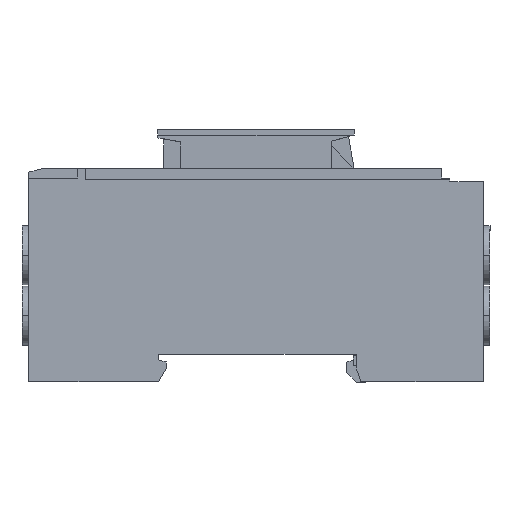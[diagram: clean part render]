
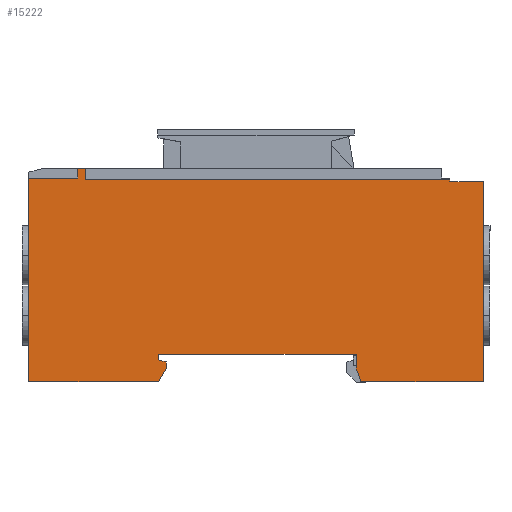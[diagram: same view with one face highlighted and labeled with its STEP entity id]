
A CAD part, left-side view. The second image highlights one B-rep face of the part: STEP entity #15222.
In plain terms, the highlighted face is planar.
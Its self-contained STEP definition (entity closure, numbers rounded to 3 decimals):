
#8789 = CARTESIAN_POINT ( 'NONE',  ( 10.2, 38.4, 44.8 ) ) ;
#8790 = DIRECTION ( 'NONE',  ( -1., 0., 0. ) ) ;
#8791 = VECTOR ( 'NONE', #8790, 1000. ) ;
#8792 = CARTESIAN_POINT ( 'NONE',  ( 2.5, 38.4, 44.8 ) ) ;
#8793 = LINE ( 'NONE', #8792, #8791 ) ;
#8794 = CARTESIAN_POINT ( 'NONE',  ( 8.8, 38.4, 44.8 ) ) ;
#9528 = DIRECTION ( 'NONE',  ( 0., 1., 0. ) ) ;
#9578 = CARTESIAN_POINT ( 'NONE',  ( 0., 0.1, 44.8 ) ) ;
#9668 = CARTESIAN_POINT ( 'NONE',  ( 0., 36.7, 44.8 ) ) ;
#9669 = DIRECTION ( 'NONE',  ( 0., -1., 0. ) ) ;
#9670 = VECTOR ( 'NONE', #9669, 1000. ) ;
#9671 = CARTESIAN_POINT ( 'NONE',  ( 0., 37.73, 44.8 ) ) ;
#9672 = LINE ( 'NONE', #9671, #9670 ) ;
#9687 = CARTESIAN_POINT ( 'NONE',  ( 23.3, 4.05, 44.8 ) ) ;
#9688 = DIRECTION ( 'NONE',  ( -0.966, 0.259, 0. ) ) ;
#9689 = VECTOR ( 'NONE', #9688, 1000. ) ;
#9690 = CARTESIAN_POINT ( 'NONE',  ( 24.7, 3.675, 44.8 ) ) ;
#9691 = LINE ( 'NONE', #9690, #9689 ) ;
#9692 = CARTESIAN_POINT ( 'NONE',  ( 24.7, 3.675, 44.8 ) ) ;
#9693 = DIRECTION ( 'NONE',  ( 0., 1., 0. ) ) ;
#9694 = VECTOR ( 'NONE', #9693, 1000. ) ;
#9695 = CARTESIAN_POINT ( 'NONE',  ( 24.7, 2.45, 44.8 ) ) ;
#9696 = LINE ( 'NONE', #9695, #9694 ) ;
#9697 = CARTESIAN_POINT ( 'NONE',  ( 24.7, 2.45, 44.8 ) ) ;
#9698 = DIRECTION ( 'NONE',  ( 0.512, 0.859, 0. ) ) ;
#9699 = VECTOR ( 'NONE', #9698, 1000. ) ;
#9700 = CARTESIAN_POINT ( 'NONE',  ( 24.7, 2.45, 44.8 ) ) ;
#9701 = LINE ( 'NONE', #9700, #9699 ) ;
#9702 = CARTESIAN_POINT ( 'NONE',  ( 75.6, 36.05, 44.8 ) ) ;
#9703 = DIRECTION ( 'NONE',  ( -1., 0., 0. ) ) ;
#9704 = VECTOR ( 'NONE', #9703, 1000. ) ;
#9705 = CARTESIAN_POINT ( 'NONE',  ( 75.6, 36.05, 44.8 ) ) ;
#9706 = LINE ( 'NONE', #9705, #9704 ) ;
#9707 = CARTESIAN_POINT ( 'NONE',  ( 81.6, 36.05, 44.8 ) ) ;
#9708 = DIRECTION ( 'NONE',  ( 0., 1., 0. ) ) ;
#9709 = VECTOR ( 'NONE', #9708, 1000. ) ;
#9710 = CARTESIAN_POINT ( 'NONE',  ( 81.6, 36.05, 44.8 ) ) ;
#9711 = LINE ( 'NONE', #9710, #9709 ) ;
#9712 = CARTESIAN_POINT ( 'NONE',  ( 81.6, 0.1, 44.8 ) ) ;
#9713 = DIRECTION ( 'NONE',  ( 1., 0., 0. ) ) ;
#9714 = VECTOR ( 'NONE', #9713, 1000. ) ;
#9715 = CARTESIAN_POINT ( 'NONE',  ( 81.6, 0.1, 44.8 ) ) ;
#9716 = LINE ( 'NONE', #9715, #9714 ) ;
#9720 = CARTESIAN_POINT ( 'NONE',  ( 23.3, 0.1, 44.8 ) ) ;
#9721 = DIRECTION ( 'NONE',  ( 1., 0., 0. ) ) ;
#9722 = VECTOR ( 'NONE', #9721, 1000. ) ;
#9723 = CARTESIAN_POINT ( 'NONE',  ( 0., 0.1, 44.8 ) ) ;
#9724 = LINE ( 'NONE', #9723, #9722 ) ;
#9725 = DIRECTION ( 'NONE',  ( 1., 0., 0. ) ) ;
#9726 = VECTOR ( 'NONE', #9725, 1000. ) ;
#9727 = CARTESIAN_POINT ( 'NONE',  ( 58.8, 36.7, 44.8 ) ) ;
#9728 = LINE ( 'NONE', #9727, #9726 ) ;
#9729 = CARTESIAN_POINT ( 'NONE',  ( 8.8, 36.7, 44.8 ) ) ;
#9730 = DIRECTION ( 'NONE',  ( 0., 1., 0. ) ) ;
#9731 = VECTOR ( 'NONE', #9730, 1000. ) ;
#9732 = CARTESIAN_POINT ( 'NONE',  ( 8.8, 36.05, 44.8 ) ) ;
#9733 = LINE ( 'NONE', #9732, #9731 ) ;
#9734 = DIRECTION ( 'NONE',  ( -1., 0., 0. ) ) ;
#9735 = DIRECTION ( 'NONE',  ( 0., 0., -1. ) ) ;
#9736 = CARTESIAN_POINT ( 'NONE',  ( 58.8, 36.05, 44.8 ) ) ;
#9737 = AXIS2_PLACEMENT_3D ( 'NONE', #9736, #9735, #9734 ) ;
#9738 = PLANE ( 'NONE',  #9737 ) ;
#9739 = FACE_OUTER_BOUND ( 'NONE', #15223, .T. ) ;
#9740 = CARTESIAN_POINT ( 'NONE',  ( 58.8, 5.1, 44.8 ) ) ;
#9741 = DIRECTION ( 'NONE',  ( 1., 0., 0. ) ) ;
#9742 = VECTOR ( 'NONE', #9741, 1000. ) ;
#9743 = CARTESIAN_POINT ( 'NONE',  ( 58.8, 5.1, 44.8 ) ) ;
#9744 = LINE ( 'NONE', #9743, #9742 ) ;
#9745 = CARTESIAN_POINT ( 'NONE',  ( 23.3, 5.1, 44.8 ) ) ;
#9746 = DIRECTION ( 'NONE',  ( 0., 1., 0. ) ) ;
#9747 = VECTOR ( 'NONE', #9746, 1000. ) ;
#9748 = CARTESIAN_POINT ( 'NONE',  ( 23.3, 5.1, 44.8 ) ) ;
#9749 = LINE ( 'NONE', #9748, #9747 ) ;
#9783 = VECTOR ( 'NONE', #9528, 1000. ) ;
#9784 = CARTESIAN_POINT ( 'NONE',  ( 75.6, 36.05, 44.8 ) ) ;
#9785 = LINE ( 'NONE', #9784, #9783 ) ;
#9817 = CARTESIAN_POINT ( 'NONE',  ( 59.6, 0.1, 44.8 ) ) ;
#9818 = DIRECTION ( 'NONE',  ( 0.305, -0.952, 0. ) ) ;
#9819 = VECTOR ( 'NONE', #9818, 1000. ) ;
#9820 = CARTESIAN_POINT ( 'NONE',  ( 59.6, 0.1, 44.8 ) ) ;
#9821 = LINE ( 'NONE', #9820, #9819 ) ;
#9822 = CARTESIAN_POINT ( 'NONE',  ( 58.8, 2.6, 44.8 ) ) ;
#9823 = DIRECTION ( 'NONE',  ( 0., -1., 0. ) ) ;
#9824 = VECTOR ( 'NONE', #9823, 1000. ) ;
#9825 = CARTESIAN_POINT ( 'NONE',  ( 58.8, 2.6, 44.8 ) ) ;
#9826 = LINE ( 'NONE', #9825, #9824 ) ;
#9838 = DIRECTION ( 'NONE',  ( 0., -1., 0. ) ) ;
#9839 = VECTOR ( 'NONE', #9838, 1000. ) ;
#9840 = CARTESIAN_POINT ( 'NONE',  ( 10.2, 36.05, 44.8 ) ) ;
#9841 = LINE ( 'NONE', #9840, #9839 ) ;
#9842 = CARTESIAN_POINT ( 'NONE',  ( 10.2, 36.4, 44.8 ) ) ;
#9843 = DIRECTION ( 'NONE',  ( 1., 0., 0. ) ) ;
#9844 = VECTOR ( 'NONE', #9843, 1000. ) ;
#9845 = CARTESIAN_POINT ( 'NONE',  ( 58.8, 36.4, 44.8 ) ) ;
#9846 = LINE ( 'NONE', #9845, #9844 ) ;
#9847 = CARTESIAN_POINT ( 'NONE',  ( 75.6, 36.4, 44.8 ) ) ;
#14853 = VERTEX_POINT ( 'NONE', #8794 ) ;
#14855 = EDGE_CURVE ( 'NONE', #14856, #14853, #8793, .T. ) ;
#14856 = VERTEX_POINT ( 'NONE', #8789 ) ;
#15126 = VERTEX_POINT ( 'NONE', #9578 ) ;
#15188 = EDGE_CURVE ( 'NONE', #15189, #15126, #9672, .T. ) ;
#15189 = VERTEX_POINT ( 'NONE', #9668 ) ;
#15197 = EDGE_CURVE ( 'NONE', #15283, #15198, #9716, .T. ) ;
#15198 = VERTEX_POINT ( 'NONE', #9712 ) ;
#15199 = ORIENTED_EDGE ( 'NONE', *, *, #15200, .T. ) ;
#15200 = EDGE_CURVE ( 'NONE', #15198, #15201, #9711, .T. ) ;
#15201 = VERTEX_POINT ( 'NONE', #9707 ) ;
#15202 = ORIENTED_EDGE ( 'NONE', *, *, #15203, .T. ) ;
#15203 = EDGE_CURVE ( 'NONE', #15201, #15204, #9706, .T. ) ;
#15204 = VERTEX_POINT ( 'NONE', #9702 ) ;
#15205 = ORIENTED_EDGE ( 'NONE', *, *, #15265, .T. ) ;
#15206 = EDGE_CURVE ( 'NONE', #15232, #15207, #9701, .T. ) ;
#15207 = VERTEX_POINT ( 'NONE', #9697 ) ;
#15208 = ORIENTED_EDGE ( 'NONE', *, *, #15209, .T. ) ;
#15209 = EDGE_CURVE ( 'NONE', #15207, #15210, #9696, .T. ) ;
#15210 = VERTEX_POINT ( 'NONE', #9692 ) ;
#15211 = ORIENTED_EDGE ( 'NONE', *, *, #15212, .T. ) ;
#15212 = EDGE_CURVE ( 'NONE', #15210, #15213, #9691, .T. ) ;
#15213 = VERTEX_POINT ( 'NONE', #9687 ) ;
#15214 = ORIENTED_EDGE ( 'NONE', *, *, #15215, .T. ) ;
#15215 = EDGE_CURVE ( 'NONE', #15213, #15216, #9749, .T. ) ;
#15216 = VERTEX_POINT ( 'NONE', #9745 ) ;
#15217 = ORIENTED_EDGE ( 'NONE', *, *, #15218, .T. ) ;
#15218 = EDGE_CURVE ( 'NONE', #15216, #15219, #9744, .T. ) ;
#15219 = VERTEX_POINT ( 'NONE', #9740 ) ;
#15220 = ORIENTED_EDGE ( 'NONE', *, *, #15279, .T. ) ;
#15222 = ADVANCED_FACE ( 'NONE', ( #9739 ), #9738, .F. ) ;
#15223 = EDGE_LOOP ( 'NONE', ( #15224, #15227, #15229, #15230, #15233, #15208, #15211, #15214, #15217, #15220, #15281, #15284, #15199, #15202, #15205, #15267, #15270, #15272 ) ) ;
#15224 = ORIENTED_EDGE ( 'NONE', *, *, #15225, .F. ) ;
#15225 = EDGE_CURVE ( 'NONE', #15226, #14853, #9733, .T. ) ;
#15226 = VERTEX_POINT ( 'NONE', #9729 ) ;
#15227 = ORIENTED_EDGE ( 'NONE', *, *, #15228, .F. ) ;
#15228 = EDGE_CURVE ( 'NONE', #15189, #15226, #9728, .T. ) ;
#15229 = ORIENTED_EDGE ( 'NONE', *, *, #15188, .T. ) ;
#15230 = ORIENTED_EDGE ( 'NONE', *, *, #15231, .T. ) ;
#15231 = EDGE_CURVE ( 'NONE', #15126, #15232, #9724, .T. ) ;
#15232 = VERTEX_POINT ( 'NONE', #9720 ) ;
#15233 = ORIENTED_EDGE ( 'NONE', *, *, #15206, .T. ) ;
#15265 = EDGE_CURVE ( 'NONE', #15204, #15266, #9785, .T. ) ;
#15266 = VERTEX_POINT ( 'NONE', #9847 ) ;
#15267 = ORIENTED_EDGE ( 'NONE', *, *, #15268, .F. ) ;
#15268 = EDGE_CURVE ( 'NONE', #15269, #15266, #9846, .T. ) ;
#15269 = VERTEX_POINT ( 'NONE', #9842 ) ;
#15270 = ORIENTED_EDGE ( 'NONE', *, *, #15271, .F. ) ;
#15271 = EDGE_CURVE ( 'NONE', #14856, #15269, #9841, .T. ) ;
#15272 = ORIENTED_EDGE ( 'NONE', *, *, #14855, .T. ) ;
#15279 = EDGE_CURVE ( 'NONE', #15219, #15280, #9826, .T. ) ;
#15280 = VERTEX_POINT ( 'NONE', #9822 ) ;
#15281 = ORIENTED_EDGE ( 'NONE', *, *, #15282, .T. ) ;
#15282 = EDGE_CURVE ( 'NONE', #15280, #15283, #9821, .T. ) ;
#15283 = VERTEX_POINT ( 'NONE', #9817 ) ;
#15284 = ORIENTED_EDGE ( 'NONE', *, *, #15197, .T. ) ;
